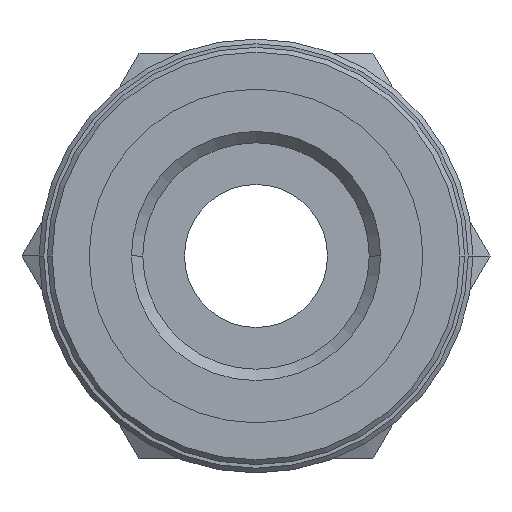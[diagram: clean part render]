
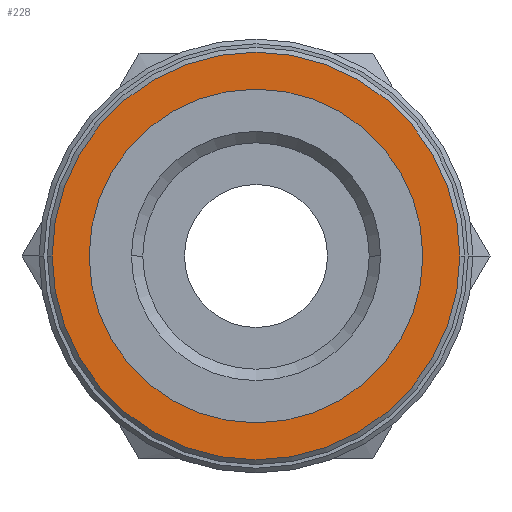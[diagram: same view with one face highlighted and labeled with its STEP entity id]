
A CAD part, front view. The second image highlights one B-rep face of the part: STEP entity #228.
In plain terms, the highlighted planar face has unit normal (0, -1, 0).
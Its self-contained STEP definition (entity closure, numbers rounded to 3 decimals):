
#228=ADVANCED_FACE('',(#461,#462),#463,.T.);
#461=FACE_BOUND('',#688,.T.);
#462=FACE_OUTER_BOUND('',#689,.T.);
#463=PLANE('',#690);
#688=EDGE_LOOP('',(#1249,#1250));
#689=EDGE_LOOP('',(#1251,#1252));
#690=AXIS2_PLACEMENT_3D('',#1253,#1254,#1255);
#1249=ORIENTED_EDGE('',*,*,#1282,.T.);
#1250=ORIENTED_EDGE('',*,*,#1480,.T.);
#1251=ORIENTED_EDGE('',*,*,#1455,.F.);
#1252=ORIENTED_EDGE('',*,*,#1476,.F.);
#1253=CARTESIAN_POINT('',(4.275,0.1,0.0));
#1254=DIRECTION('',(0.,-1.0,0.0));
#1255=DIRECTION('',(-1.0,0.,0.0));
#1282=EDGE_CURVE('',#1507,#1505,#1508,.T.);
#1455=EDGE_CURVE('',#1756,#1758,#1759,.T.);
#1476=EDGE_CURVE('',#1758,#1756,#1782,.T.);
#1480=EDGE_CURVE('',#1505,#1507,#1786,.T.);
#1505=VERTEX_POINT('',#1811);
#1507=VERTEX_POINT('',#1814);
#1508=CIRCLE('',#1815,7.0);
#1756=VERTEX_POINT('',#2311);
#1758=VERTEX_POINT('',#2314);
#1759=CIRCLE('',#2315,8.55);
#1782=CIRCLE('',#2384,8.55);
#1786=CIRCLE('',#2388,7.0);
#1811=CARTESIAN_POINT('',(7.0,0.1,0.));
#1814=CARTESIAN_POINT('',(-7.0,0.1,0.));
#1815=AXIS2_PLACEMENT_3D('',#2428,#2429,#2430);
#2311=CARTESIAN_POINT('',(8.55,0.1,0.0));
#2314=CARTESIAN_POINT('',(-8.55,0.1,0.));
#2315=AXIS2_PLACEMENT_3D('',#2663,#2664,#2665);
#2384=AXIS2_PLACEMENT_3D('',#2686,#2687,#2688);
#2388=AXIS2_PLACEMENT_3D('',#2692,#2693,#2694);
#2428=CARTESIAN_POINT('',(0.0,0.1,0.0));
#2429=DIRECTION('',(0.,1.0,0.0));
#2430=DIRECTION('',(1.0,0.,0.0));
#2663=CARTESIAN_POINT('',(0.0,0.1,0.0));
#2664=DIRECTION('',(-0.0,1.0,0.0));
#2665=DIRECTION('',(1.0,0.0,0.0));
#2686=CARTESIAN_POINT('',(0.0,0.1,0.0));
#2687=DIRECTION('',(-0.0,1.0,0.0));
#2688=DIRECTION('',(1.0,0.0,0.0));
#2692=CARTESIAN_POINT('',(0.0,0.1,0.0));
#2693=DIRECTION('',(0.,1.0,0.0));
#2694=DIRECTION('',(1.0,0.,0.0));
